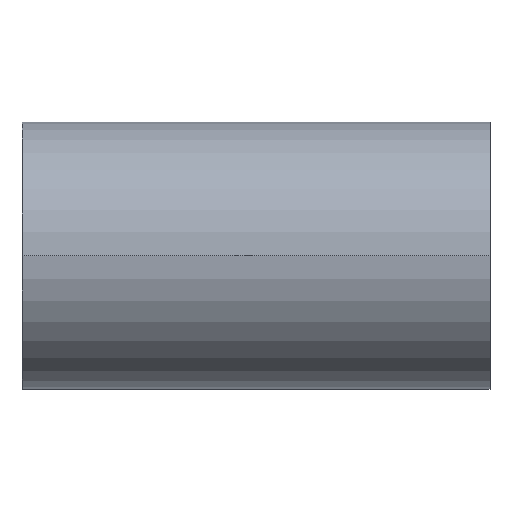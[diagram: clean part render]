
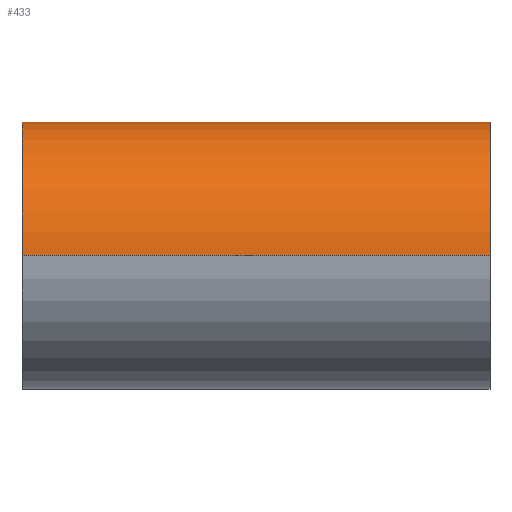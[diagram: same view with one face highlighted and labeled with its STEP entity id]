
A CAD part, top view. The second image highlights one B-rep face of the part: STEP entity #433.
In plain terms, the highlighted cylindrical face has radius 77 mm (diameter 154 mm), a partial arc.
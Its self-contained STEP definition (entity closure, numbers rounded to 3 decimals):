
#16 = DIRECTION ( 'NONE',  ( 1., 0., 0. ) ) ;
#80 = VERTEX_POINT ( 'NONE', #112 ) ;
#84 = DIRECTION ( 'NONE',  ( 0., 0., -1. ) ) ;
#112 = CARTESIAN_POINT ( 'NONE',  ( -135., 77., 0. ) ) ;
#155 = EDGE_CURVE ( 'NONE', #80, #595, #642, .T. ) ;
#163 = ORIENTED_EDGE ( 'NONE', *, *, #424, .F. ) ;
#182 = EDGE_CURVE ( 'NONE', #595, #1056, #791, .T. ) ;
#256 = DIRECTION ( 'NONE',  ( 1., 0., 0. ) ) ;
#258 = ORIENTED_EDGE ( 'NONE', *, *, #438, .T. ) ;
#266 = ORIENTED_EDGE ( 'NONE', *, *, #155, .F. ) ;
#289 = CARTESIAN_POINT ( 'NONE',  ( 117., 77., 0. ) ) ;
#292 = DIRECTION ( 'NONE',  ( 1., 0., 0. ) ) ;
#301 = CARTESIAN_POINT ( 'NONE',  ( -135., 77., 0. ) ) ;
#341 = DIRECTION ( 'NONE',  ( -1., 0., 0. ) ) ;
#349 = CARTESIAN_POINT ( 'NONE',  ( 135., 0., 77. ) ) ;
#358 = VECTOR ( 'NONE', #607, 1000. ) ;
#373 = DIRECTION ( 'NONE',  ( 1., 0., 0. ) ) ;
#380 = CARTESIAN_POINT ( 'NONE',  ( -135., 77., 0. ) ) ;
#407 = CARTESIAN_POINT ( 'NONE',  ( -135., 0., 0. ) ) ;
#424 = EDGE_CURVE ( 'NONE', #994, #80, #859, .T. ) ;
#433 = ADVANCED_FACE ( 'NONE', ( #466 ), #789, .T. ) ;
#438 = EDGE_CURVE ( 'NONE', #680, #1056, #774, .T. ) ;
#442 = VECTOR ( 'NONE', #292, 1000. ) ;
#466 = FACE_OUTER_BOUND ( 'NONE', #733, .T. ) ;
#476 = ORIENTED_EDGE ( 'NONE', *, *, #182, .F. ) ;
#500 = DIRECTION ( 'NONE',  ( 0., 0., -1. ) ) ;
#510 = AXIS2_PLACEMENT_3D ( 'NONE', #407, #577, #500 ) ;
#520 = ORIENTED_EDGE ( 'NONE', *, *, #604, .F. ) ;
#521 = CIRCLE ( 'NONE', #628, 77. ) ;
#526 = CARTESIAN_POINT ( 'NONE',  ( -135., 0., 77. ) ) ;
#531 = VERTEX_POINT ( 'NONE', #349 ) ;
#577 = DIRECTION ( 'NONE',  ( -1., 0., 0. ) ) ;
#595 = VERTEX_POINT ( 'NONE', #997 ) ;
#597 = CARTESIAN_POINT ( 'NONE',  ( -135., 77., 0. ) ) ;
#604 = EDGE_CURVE ( 'NONE', #680, #531, #521, .T. ) ;
#606 = AXIS2_PLACEMENT_3D ( 'NONE', #988, #16, #84 ) ;
#607 = DIRECTION ( 'NONE',  ( -1., 0., 0. ) ) ;
#628 = AXIS2_PLACEMENT_3D ( 'NONE', #1000, #256, #935 ) ;
#638 = LINE ( 'NONE', #526, #358 ) ;
#642 = LINE ( 'NONE', #380, #845 ) ;
#680 = VERTEX_POINT ( 'NONE', #688 ) ;
#688 = CARTESIAN_POINT ( 'NONE',  ( 135., 77., 0. ) ) ;
#733 = EDGE_LOOP ( 'NONE', ( #258, #476, #266, #163, #936, #520 ) ) ;
#774 = LINE ( 'NONE', #597, #923 ) ;
#789 = CYLINDRICAL_SURFACE ( 'NONE', #606, 77. ) ;
#791 = LINE ( 'NONE', #301, #442 ) ;
#842 = EDGE_CURVE ( 'NONE', #531, #994, #638, .T. ) ;
#845 = VECTOR ( 'NONE', #373, 1000. ) ;
#859 = CIRCLE ( 'NONE', #510, 77. ) ;
#923 = VECTOR ( 'NONE', #341, 1000. ) ;
#935 = DIRECTION ( 'NONE',  ( 0., 0., 1. ) ) ;
#936 = ORIENTED_EDGE ( 'NONE', *, *, #842, .F. ) ;
#988 = CARTESIAN_POINT ( 'NONE',  ( -135., 0., 0. ) ) ;
#994 = VERTEX_POINT ( 'NONE', #1029 ) ;
#997 = CARTESIAN_POINT ( 'NONE',  ( -117., 77., 0. ) ) ;
#1000 = CARTESIAN_POINT ( 'NONE',  ( 135., 0., 0. ) ) ;
#1029 = CARTESIAN_POINT ( 'NONE',  ( -135., 0., 77. ) ) ;
#1056 = VERTEX_POINT ( 'NONE', #289 ) ;
